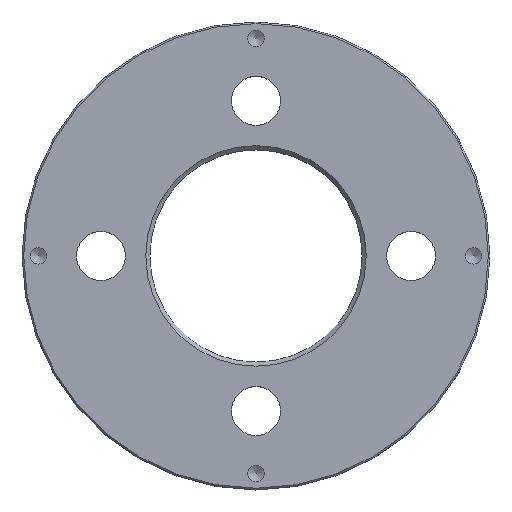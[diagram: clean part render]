
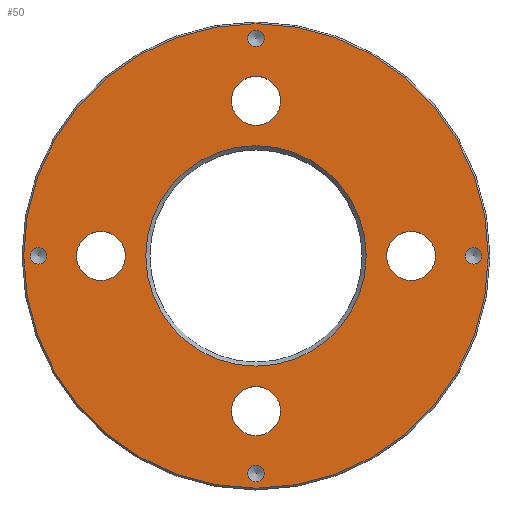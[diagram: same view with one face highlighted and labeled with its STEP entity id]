
A CAD part, top view. The second image highlights one B-rep face of the part: STEP entity #50.
In plain terms, the highlighted planar face has unit normal (0, 0, 1).
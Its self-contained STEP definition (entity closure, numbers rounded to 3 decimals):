
#50=ADVANCED_FACE('',(#77,#78,#79,#80,#81,#82,#83,#84,#85,#86),#67,.T.);
#67=PLANE('',#351);
#77=FACE_BOUND('',#125,.T.);
#78=FACE_BOUND('',#126,.T.);
#79=FACE_BOUND('',#127,.T.);
#80=FACE_BOUND('',#128,.T.);
#81=FACE_BOUND('',#129,.T.);
#82=FACE_BOUND('',#130,.T.);
#83=FACE_BOUND('',#131,.T.);
#84=FACE_BOUND('',#132,.T.);
#85=FACE_BOUND('',#133,.T.);
#86=FACE_BOUND('',#134,.T.);
#125=EDGE_LOOP('',(#169));
#126=EDGE_LOOP('',(#170));
#127=EDGE_LOOP('',(#171));
#128=EDGE_LOOP('',(#172));
#129=EDGE_LOOP('',(#173));
#130=EDGE_LOOP('',(#174));
#131=EDGE_LOOP('',(#175));
#132=EDGE_LOOP('',(#176));
#133=EDGE_LOOP('',(#177));
#134=EDGE_LOOP('',(#178));
#169=ORIENTED_EDGE('',*,*,#239,.T.);
#170=ORIENTED_EDGE('',*,*,#240,.T.);
#171=ORIENTED_EDGE('',*,*,#241,.T.);
#172=ORIENTED_EDGE('',*,*,#242,.T.);
#173=ORIENTED_EDGE('',*,*,#243,.T.);
#174=ORIENTED_EDGE('',*,*,#244,.T.);
#175=ORIENTED_EDGE('',*,*,#245,.T.);
#176=ORIENTED_EDGE('',*,*,#246,.T.);
#177=ORIENTED_EDGE('',*,*,#247,.T.);
#178=ORIENTED_EDGE('',*,*,#248,.T.);
#213=VERTEX_POINT('',#487);
#214=VERTEX_POINT('',#489);
#215=VERTEX_POINT('',#491);
#216=VERTEX_POINT('',#493);
#217=VERTEX_POINT('',#495);
#218=VERTEX_POINT('',#497);
#219=VERTEX_POINT('',#499);
#220=VERTEX_POINT('',#501);
#221=VERTEX_POINT('',#503);
#222=VERTEX_POINT('',#505);
#239=EDGE_CURVE('',#213,#213,#261,.T.);
#240=EDGE_CURVE('',#214,#214,#262,.T.);
#241=EDGE_CURVE('',#215,#215,#263,.T.);
#242=EDGE_CURVE('',#216,#216,#264,.T.);
#243=EDGE_CURVE('',#217,#217,#265,.T.);
#244=EDGE_CURVE('',#218,#218,#266,.T.);
#245=EDGE_CURVE('',#219,#219,#267,.T.);
#246=EDGE_CURVE('',#220,#220,#268,.T.);
#247=EDGE_CURVE('',#221,#221,#269,.T.);
#248=EDGE_CURVE('',#222,#222,#270,.T.);
#261=CIRCLE('',#341,13.5);
#262=CIRCLE('',#342,1.);
#263=CIRCLE('',#343,1.);
#264=CIRCLE('',#344,1.);
#265=CIRCLE('',#345,1.);
#266=CIRCLE('',#346,28.45);
#267=CIRCLE('',#347,3.);
#268=CIRCLE('',#348,3.);
#269=CIRCLE('',#349,3.);
#270=CIRCLE('',#350,3.);
#341=AXIS2_PLACEMENT_3D('',#486,#400,#401);
#342=AXIS2_PLACEMENT_3D('',#488,#402,#403);
#343=AXIS2_PLACEMENT_3D('',#490,#404,#405);
#344=AXIS2_PLACEMENT_3D('',#492,#406,#407);
#345=AXIS2_PLACEMENT_3D('',#494,#408,#409);
#346=AXIS2_PLACEMENT_3D('',#496,#410,#411);
#347=AXIS2_PLACEMENT_3D('',#498,#412,#413);
#348=AXIS2_PLACEMENT_3D('',#500,#414,#415);
#349=AXIS2_PLACEMENT_3D('',#502,#416,#417);
#350=AXIS2_PLACEMENT_3D('',#504,#418,#419);
#351=AXIS2_PLACEMENT_3D('',#506,#420,#421);
#400=DIRECTION('',(0.,0.,-1.));
#401=DIRECTION('',(1.,0.,0.));
#402=DIRECTION('',(0.,0.,-1.));
#403=DIRECTION('',(0.,-1.,0.));
#404=DIRECTION('',(0.,0.,-1.));
#405=DIRECTION('',(1.,0.,0.));
#406=DIRECTION('',(0.,0.,-1.));
#407=DIRECTION('',(0.,1.,0.));
#408=DIRECTION('',(0.,0.,-1.));
#409=DIRECTION('',(-1.,0.,0.));
#410=DIRECTION('',(0.,0.,1.));
#411=DIRECTION('',(1.,0.,0.));
#412=DIRECTION('',(0.,0.,-1.));
#413=DIRECTION('',(0.,1.,0.));
#414=DIRECTION('',(0.,0.,-1.));
#415=DIRECTION('',(1.,0.,0.));
#416=DIRECTION('',(0.,0.,-1.));
#417=DIRECTION('',(0.,-1.,0.));
#418=DIRECTION('',(0.,0.,-1.));
#419=DIRECTION('',(-1.,0.,0.));
#420=DIRECTION('',(0.,0.,1.));
#421=DIRECTION('',(1.,0.,0.));
#486=CARTESIAN_POINT('',(0.,0.,10.));
#487=CARTESIAN_POINT('',(13.5,0.,10.));
#488=CARTESIAN_POINT('',(0.,26.65,10.));
#489=CARTESIAN_POINT('',(0.,25.65,10.));
#490=CARTESIAN_POINT('',(-26.65,0.,10.));
#491=CARTESIAN_POINT('',(-25.65,0.,10.));
#492=CARTESIAN_POINT('',(0.,-26.65,10.));
#493=CARTESIAN_POINT('',(0.,-25.65,10.));
#494=CARTESIAN_POINT('',(26.65,0.,10.));
#495=CARTESIAN_POINT('',(25.65,0.,10.));
#496=CARTESIAN_POINT('',(0.,0.,10.));
#497=CARTESIAN_POINT('',(28.45,0.,10.));
#498=CARTESIAN_POINT('',(0.,-19.,10.));
#499=CARTESIAN_POINT('',(0.,-16.,10.));
#500=CARTESIAN_POINT('',(-19.,0.,10.));
#501=CARTESIAN_POINT('',(-16.,0.,10.));
#502=CARTESIAN_POINT('',(0.,19.,10.));
#503=CARTESIAN_POINT('',(0.,16.,10.));
#504=CARTESIAN_POINT('',(19.,0.,10.));
#505=CARTESIAN_POINT('',(16.,0.,10.));
#506=CARTESIAN_POINT('',(0.,0.,10.));
